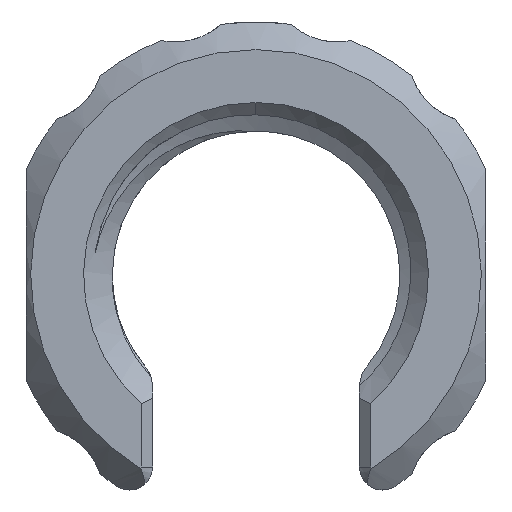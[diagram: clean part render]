
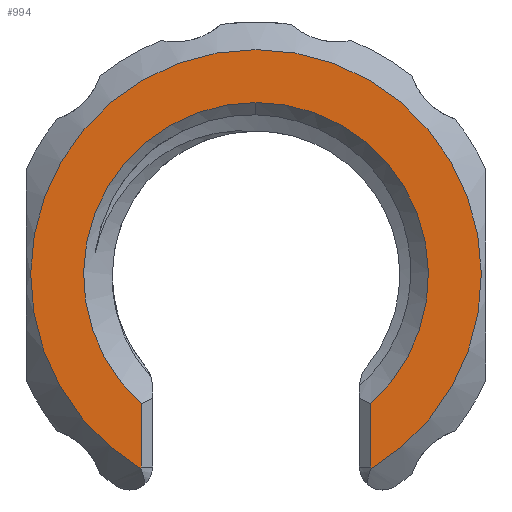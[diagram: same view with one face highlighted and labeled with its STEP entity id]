
A CAD part, left-side view. The second image highlights one B-rep face of the part: STEP entity #994.
In plain terms, the highlighted planar face has unit normal (-1, 0, 0).
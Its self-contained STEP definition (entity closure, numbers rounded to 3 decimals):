
#95 = CARTESIAN_POINT ( 'NONE',  ( -4., 0., 0. ) ) ;
#344 = ORIENTED_EDGE ( 'NONE', *, *, #2849, .T. ) ;
#541 = DIRECTION ( 'NONE',  ( 0., 0., 1. ) ) ;
#715 = EDGE_CURVE ( 'NONE', #2973, #3699, #11650, .T. ) ;
#994 = ADVANCED_FACE ( 'NONE', ( #4907 ), #7795, .T. ) ;
#1004 = EDGE_CURVE ( 'NONE', #6384, #11286, #7316, .T. ) ;
#1044 = DIRECTION ( 'NONE',  ( 1., 0., 0. ) ) ;
#1120 = CARTESIAN_POINT ( 'NONE',  ( -4., -5., -8.352 ) ) ;
#1344 = DIRECTION ( 'NONE',  ( 0., 0., -1. ) ) ;
#1367 = CIRCLE ( 'NONE', #1920, 9.8 ) ;
#1478 = AXIS2_PLACEMENT_3D ( 'NONE', #7685, #4026, #541 ) ;
#1484 = CARTESIAN_POINT ( 'NONE',  ( -4., 5.5, -8.352 ) ) ;
#1858 = CIRCLE ( 'NONE', #5830, 7.5 ) ;
#1920 = AXIS2_PLACEMENT_3D ( 'NONE', #95, #1044, #4581 ) ;
#2031 = DIRECTION ( 'NONE',  ( 1., 0., 0. ) ) ;
#2099 = EDGE_CURVE ( 'NONE', #7802, #10973, #7126, .T. ) ;
#2130 = VECTOR ( 'NONE', #7175, 1000. ) ;
#2316 = ORIENTED_EDGE ( 'NONE', *, *, #9738, .T. ) ;
#2508 = CARTESIAN_POINT ( 'NONE',  ( -4., -5., -9.8 ) ) ;
#2698 = ORIENTED_EDGE ( 'NONE', *, *, #7083, .F. ) ;
#2849 = EDGE_CURVE ( 'NONE', #2938, #2973, #1858, .T. ) ;
#2938 = VERTEX_POINT ( 'NONE', #10376 ) ;
#2973 = VERTEX_POINT ( 'NONE', #4066 ) ;
#2986 = AXIS2_PLACEMENT_3D ( 'NONE', #1484, #3081, #5080 ) ;
#3081 = DIRECTION ( 'NONE',  ( -1., 0., 0. ) ) ;
#3123 = DIRECTION ( 'NONE',  ( 0., 0., 1. ) ) ;
#3577 = LINE ( 'NONE', #4644, #2130 ) ;
#3699 = VERTEX_POINT ( 'NONE', #7708 ) ;
#4026 = DIRECTION ( 'NONE',  ( -1., 0., 0. ) ) ;
#4066 = CARTESIAN_POINT ( 'NONE',  ( -4., 0., 7.5 ) ) ;
#4581 = DIRECTION ( 'NONE',  ( 0., 0., -1. ) ) ;
#4623 = CARTESIAN_POINT ( 'NONE',  ( -4., 0., 0. ) ) ;
#4644 = CARTESIAN_POINT ( 'NONE',  ( -4., 5., -9.8 ) ) ;
#4907 = FACE_OUTER_BOUND ( 'NONE', #8452, .T. ) ;
#5080 = DIRECTION ( 'NONE',  ( 0., 0., 1. ) ) ;
#5830 = AXIS2_PLACEMENT_3D ( 'NONE', #4623, #2031, #7335 ) ;
#6009 = CARTESIAN_POINT ( 'NONE',  ( -4., -5.5, -8.352 ) ) ;
#6384 = VERTEX_POINT ( 'NONE', #10822 ) ;
#6459 = VECTOR ( 'NONE', #8823, 1000. ) ;
#6538 = CARTESIAN_POINT ( 'NONE',  ( -4., 5., -8.352 ) ) ;
#6985 = EDGE_CURVE ( 'NONE', #11286, #2938, #3577, .T. ) ;
#7083 = EDGE_CURVE ( 'NONE', #6384, #10973, #1367, .T. ) ;
#7120 = ORIENTED_EDGE ( 'NONE', *, *, #715, .T. ) ;
#7126 = CIRCLE ( 'NONE', #9769, 0.5 ) ;
#7175 = DIRECTION ( 'NONE',  ( 0., 0., 1. ) ) ;
#7316 = CIRCLE ( 'NONE', #2986, 0.5 ) ;
#7335 = DIRECTION ( 'NONE',  ( 0., 0., -1. ) ) ;
#7685 = CARTESIAN_POINT ( 'NONE',  ( -4., 0., -9.8 ) ) ;
#7708 = CARTESIAN_POINT ( 'NONE',  ( -4., -5., -5.59 ) ) ;
#7795 = PLANE ( 'NONE',  #1478 ) ;
#7802 = VERTEX_POINT ( 'NONE', #1120 ) ;
#7883 = AXIS2_PLACEMENT_3D ( 'NONE', #9364, #11078, #1344 ) ;
#8452 = EDGE_LOOP ( 'NONE', ( #2698, #9130, #11036, #344, #7120, #2316, #8740 ) ) ;
#8679 = CARTESIAN_POINT ( 'NONE',  ( -4., -5.005, -8.425 ) ) ;
#8740 = ORIENTED_EDGE ( 'NONE', *, *, #2099, .T. ) ;
#8823 = DIRECTION ( 'NONE',  ( 0., 0., -1. ) ) ;
#9130 = ORIENTED_EDGE ( 'NONE', *, *, #1004, .T. ) ;
#9364 = CARTESIAN_POINT ( 'NONE',  ( -4., 0., 0. ) ) ;
#9738 = EDGE_CURVE ( 'NONE', #3699, #7802, #10589, .T. ) ;
#9769 = AXIS2_PLACEMENT_3D ( 'NONE', #6009, #10487, #3123 ) ;
#10376 = CARTESIAN_POINT ( 'NONE',  ( -4., 5., -5.59 ) ) ;
#10487 = DIRECTION ( 'NONE',  ( -1., 0., 0. ) ) ;
#10589 = LINE ( 'NONE', #2508, #6459 ) ;
#10822 = CARTESIAN_POINT ( 'NONE',  ( -4., 5.005, -8.425 ) ) ;
#10973 = VERTEX_POINT ( 'NONE', #8679 ) ;
#11036 = ORIENTED_EDGE ( 'NONE', *, *, #6985, .T. ) ;
#11078 = DIRECTION ( 'NONE',  ( 1., 0., 0. ) ) ;
#11286 = VERTEX_POINT ( 'NONE', #6538 ) ;
#11650 = CIRCLE ( 'NONE', #7883, 7.5 ) ;
